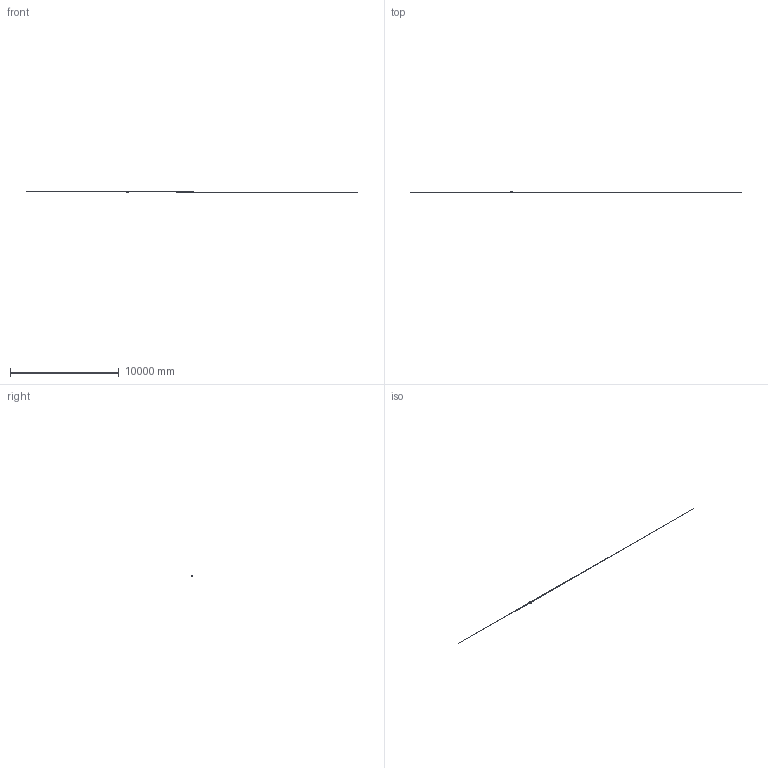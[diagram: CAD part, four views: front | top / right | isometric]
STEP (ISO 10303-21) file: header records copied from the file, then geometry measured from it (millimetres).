
FILE_DESCRIPTION (( 'STEP AP214' ), '1' );
FILE_NAME ('4_93_192_02_REV00.step', '2021-09-10T13:24:24', ( '' ), ( '' ), 'SwSTEP 2.0', 'SolidWorks 2020', '' );
FILE_SCHEMA (( 'AUTOMOTIVE_DESIGN' ));
Products named in the file (1): 4_93_192_02_REV00
Bounding box: 30503.72 x 158 x 122 mm (x, y, z)
Volume: 52864121.1 mm3; surface area: 3773371.2 mm2
Topology: 1 solids, 1 shells, 1302 faces, 3505 edges, 2247 vertices
Faces by surface type: plane 754, cylinder 247, bspline 186, cone 87, sphere 16, torus 12
Entity records: 88375 total; most frequent: CARTESIAN_POINT 59584, ORIENTED_EDGE 6976, DIRECTION 4247, EDGE_CURVE 3488, VERTEX_POINT 2246, LINE 1701, VECTOR 1701, B_SPLINE_CURVE_WITH_KNOTS 1626
